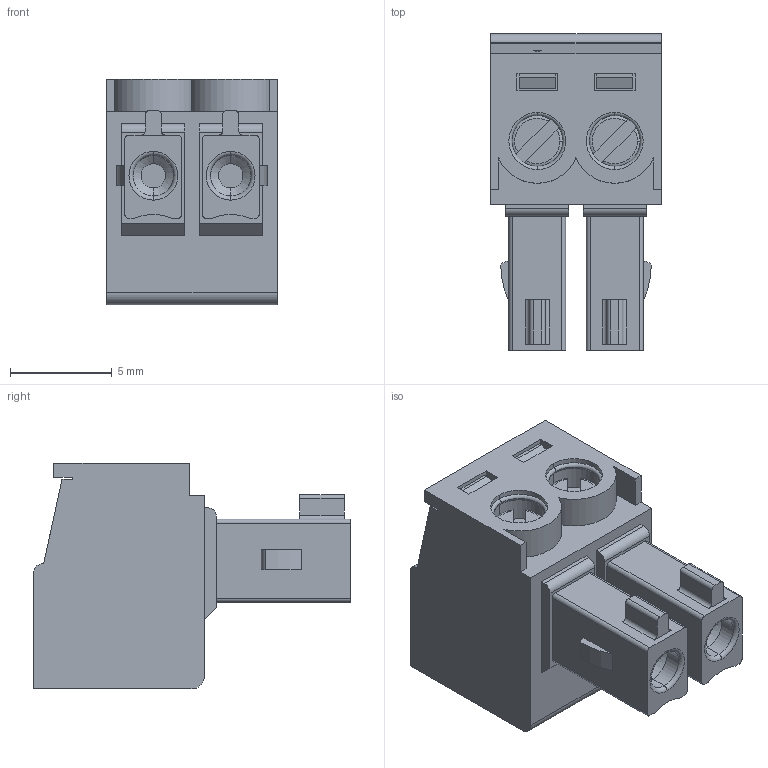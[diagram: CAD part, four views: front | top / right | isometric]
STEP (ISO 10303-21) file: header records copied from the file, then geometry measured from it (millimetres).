
FILE_DESCRIPTION (( 'STEP AP214' ), '1' );
FILE_NAME ('15EDGK-3.81-02P-14-00AH.STEP', '2021-02-02T04:54:17', ( '' ), ( '' ), 'SwSTEP 2.0', 'SolidWorks 2020', '' );
FILE_SCHEMA (( 'AUTOMOTIVE_DESIGN' ));
Length unit declared in the file: millimetre
Products named in the file (1): 15EDGK-3.81-02P-14-00AH
Bounding box: 8.41 x 15.6 x 11.1 mm (x, y, z)
Volume: 762 mm3; surface area: 1032.2 mm2
Topology: 1 solids, 1 shells, 498 faces, 1304 edges, 862 vertices
Faces by surface type: plane 288, bspline 132, cylinder 52, torus 18, cone 8
Entity records: 25332 total; most frequent: CARTESIAN_POINT 10381, ORIENTED_EDGE 2608, DIRECTION 1898, EDGE_CURVE 1304, LINE 868, VECTOR 868, VERTEX_POINT 862, EDGE_LOOP 552
